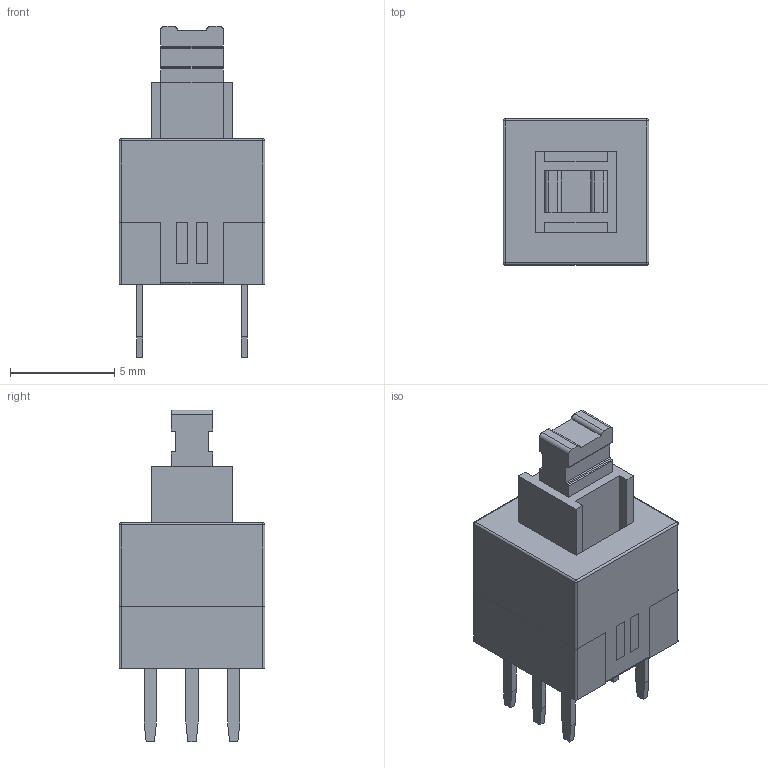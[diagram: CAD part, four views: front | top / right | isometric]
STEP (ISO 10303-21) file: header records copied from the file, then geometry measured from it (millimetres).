
FILE_DESCRIPTION(/* description */ (''),/* implementation_level */ '2;1');
FILE_NAME(/* name */ 'ON_ON_7x7mm_6pin v4.step',/* time_stamp */ '2023-10-01T00:21:17+02:00',/* author */ (''),/* organization */ (''),/* preprocessor_version */ 'ST-DEVELOPER v20',/* originating_system */ 'Autodesk Translation Framework v12.14.0.127',/* authorisation */ '');
FILE_SCHEMA (('AUTOMOTIVE_DESIGN { 1 0 10303 214 3 1 1 }'));
Length unit declared in the file: millimetre
Products named in the file (1): ON_ON_7x7mm_6pin
Bounding box: 7 x 7 x 15.9 mm (x, y, z)
Volume: 390.8 mm3; surface area: 609.2 mm2
Topology: 9 solids, 9 shells, 161 faces, 420 edges, 276 vertices
Faces by surface type: plane 131, cylinder 26, sphere 4
Entity records: 4935 total; most frequent: CARTESIAN_POINT 858, ORIENTED_EDGE 840, DIRECTION 796, EDGE_CURVE 420, LINE 368, VECTOR 368, VERTEX_POINT 276, AXIS2_PLACEMENT_3D 214
